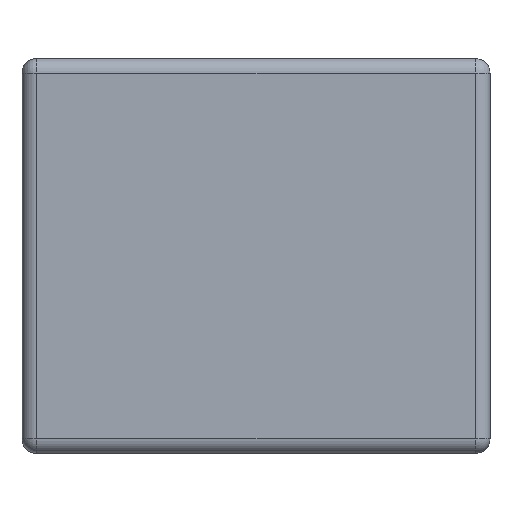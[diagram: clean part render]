
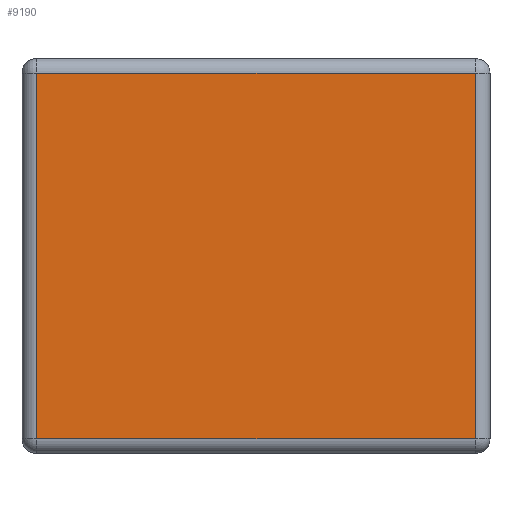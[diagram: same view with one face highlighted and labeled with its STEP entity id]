
A CAD part, left-side view. The second image highlights one B-rep face of the part: STEP entity #9190.
In plain terms, the highlighted planar face has unit normal (-1, 0, 0).
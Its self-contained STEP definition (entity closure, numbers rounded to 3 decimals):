
#858 = DIRECTION ( 'NONE',  ( 0., 1., 0. ) ) ;
#956 = VECTOR ( 'NONE', #7469, 1000. ) ;
#1387 = VERTEX_POINT ( 'NONE', #4386 ) ;
#1407 = ORIENTED_EDGE ( 'NONE', *, *, #12898, .T. ) ;
#1908 = CARTESIAN_POINT ( 'NONE',  ( -2.25, 0., 0. ) ) ;
#2199 = EDGE_LOOP ( 'NONE', ( #12784, #8032, #1407, #12503 ) ) ;
#2312 = DIRECTION ( 'NONE',  ( 0., 0., -1. ) ) ;
#2492 = VERTEX_POINT ( 'NONE', #13471 ) ;
#3131 = LINE ( 'NONE', #10771, #956 ) ;
#3227 = AXIS2_PLACEMENT_3D ( 'NONE', #1908, #4209, #8545 ) ;
#4083 = CARTESIAN_POINT ( 'NONE',  ( -2.25, 1.6, 1.25 ) ) ;
#4181 = DIRECTION ( 'NONE',  ( 0., -1., 0. ) ) ;
#4209 = DIRECTION ( 'NONE',  ( -1., 0., 0. ) ) ;
#4386 = CARTESIAN_POINT ( 'NONE',  ( -2.25, 1.5, -1.25 ) ) ;
#5432 = PLANE ( 'NONE',  #3227 ) ;
#5521 = VERTEX_POINT ( 'NONE', #13553 ) ;
#6722 = VECTOR ( 'NONE', #4181, 1000. ) ;
#7469 = DIRECTION ( 'NONE',  ( 0., 0., 1. ) ) ;
#7519 = LINE ( 'NONE', #13094, #11829 ) ;
#7837 = CARTESIAN_POINT ( 'NONE',  ( -2.25, -1.5, 1.25 ) ) ;
#8032 = ORIENTED_EDGE ( 'NONE', *, *, #11939, .T. ) ;
#8412 = LINE ( 'NONE', #4083, #13743 ) ;
#8545 = DIRECTION ( 'NONE',  ( 0., 0., -1. ) ) ;
#9190 = ADVANCED_FACE ( 'NONE', ( #13912 ), #5432, .T. ) ;
#9202 = EDGE_CURVE ( 'NONE', #2492, #10725, #3131, .T. ) ;
#9506 = CARTESIAN_POINT ( 'NONE',  ( -2.25, -1.6, -1.25 ) ) ;
#9852 = EDGE_CURVE ( 'NONE', #10725, #5521, #8412, .T. ) ;
#10725 = VERTEX_POINT ( 'NONE', #7837 ) ;
#10771 = CARTESIAN_POINT ( 'NONE',  ( -2.25, -1.5, 1.35 ) ) ;
#11829 = VECTOR ( 'NONE', #2312, 1000. ) ;
#11939 = EDGE_CURVE ( 'NONE', #5521, #1387, #7519, .T. ) ;
#12503 = ORIENTED_EDGE ( 'NONE', *, *, #9202, .T. ) ;
#12535 = LINE ( 'NONE', #9506, #6722 ) ;
#12784 = ORIENTED_EDGE ( 'NONE', *, *, #9852, .T. ) ;
#12898 = EDGE_CURVE ( 'NONE', #1387, #2492, #12535, .T. ) ;
#13094 = CARTESIAN_POINT ( 'NONE',  ( -2.25, 1.5, -1.35 ) ) ;
#13471 = CARTESIAN_POINT ( 'NONE',  ( -2.25, -1.5, -1.25 ) ) ;
#13553 = CARTESIAN_POINT ( 'NONE',  ( -2.25, 1.5, 1.25 ) ) ;
#13743 = VECTOR ( 'NONE', #858, 1000. ) ;
#13912 = FACE_OUTER_BOUND ( 'NONE', #2199, .T. ) ;
